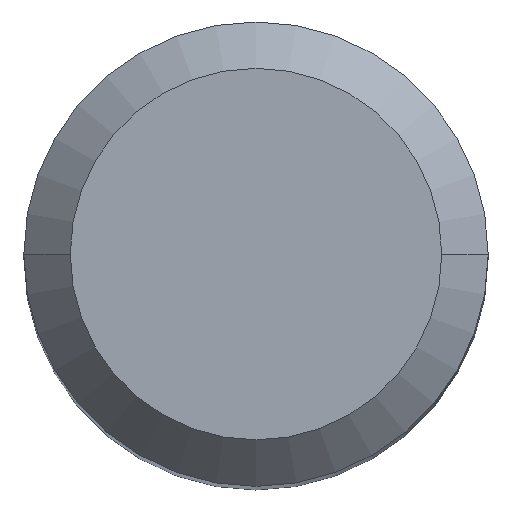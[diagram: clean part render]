
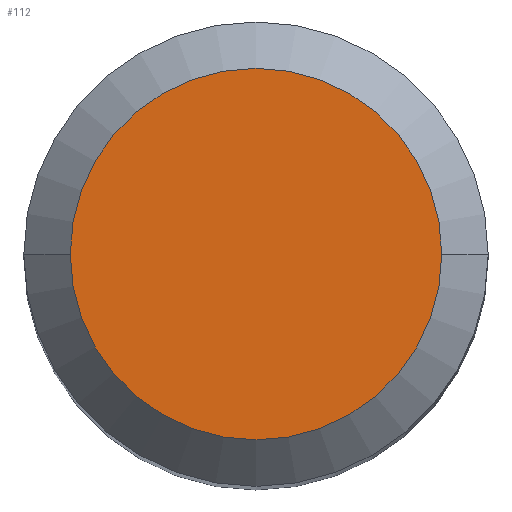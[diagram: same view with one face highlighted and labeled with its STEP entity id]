
A CAD part, top view. The second image highlights one B-rep face of the part: STEP entity #112.
In plain terms, the highlighted planar face has unit normal (0, 0, 1).
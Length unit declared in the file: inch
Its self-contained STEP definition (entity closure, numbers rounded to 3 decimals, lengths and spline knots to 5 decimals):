
#25 = PLANE ( 'NONE',  #219 ) ;
#51 = AXIS2_PLACEMENT_3D ( 'NONE', #274, #93, #236 ) ;
#55 = EDGE_CURVE ( 'NONE', #320, #216, #310, .T. ) ;
#93 = DIRECTION ( 'NONE',  ( 0., 0., 1. ) ) ;
#110 = DIRECTION ( 'NONE',  ( -1., 0., 0. ) ) ;
#112 = ADVANCED_FACE ( 'NONE', ( #365 ), #25, .F. ) ;
#115 = CARTESIAN_POINT ( 'NONE',  ( 0., 0., 0. ) ) ;
#129 = AXIS2_PLACEMENT_3D ( 'NONE', #252, #487, #181 ) ;
#181 = DIRECTION ( 'NONE',  ( 1., 0., 0. ) ) ;
#199 = ORIENTED_EDGE ( 'NONE', *, *, #55, .T. ) ;
#202 = CIRCLE ( 'NONE', #51, 0.126 ) ;
#216 = VERTEX_POINT ( 'NONE', #458 ) ;
#219 = AXIS2_PLACEMENT_3D ( 'NONE', #115, #387, #110 ) ;
#236 = DIRECTION ( 'NONE',  ( 1., 0., 0. ) ) ;
#252 = CARTESIAN_POINT ( 'NONE',  ( 0., 0., 0. ) ) ;
#274 = CARTESIAN_POINT ( 'NONE',  ( 0., 0., 0. ) ) ;
#283 = CARTESIAN_POINT ( 'NONE',  ( 0.126, 0., 0. ) ) ;
#310 = CIRCLE ( 'NONE', #129, 0.126 ) ;
#320 = VERTEX_POINT ( 'NONE', #283 ) ;
#356 = ORIENTED_EDGE ( 'NONE', *, *, #372, .T. ) ;
#365 = FACE_OUTER_BOUND ( 'NONE', #410, .T. ) ;
#372 = EDGE_CURVE ( 'NONE', #216, #320, #202, .T. ) ;
#387 = DIRECTION ( 'NONE',  ( 0., 0., -1. ) ) ;
#410 = EDGE_LOOP ( 'NONE', ( #356, #199 ) ) ;
#458 = CARTESIAN_POINT ( 'NONE',  ( -0.126, 0., 0. ) ) ;
#487 = DIRECTION ( 'NONE',  ( 0., 0., 1. ) ) ;
